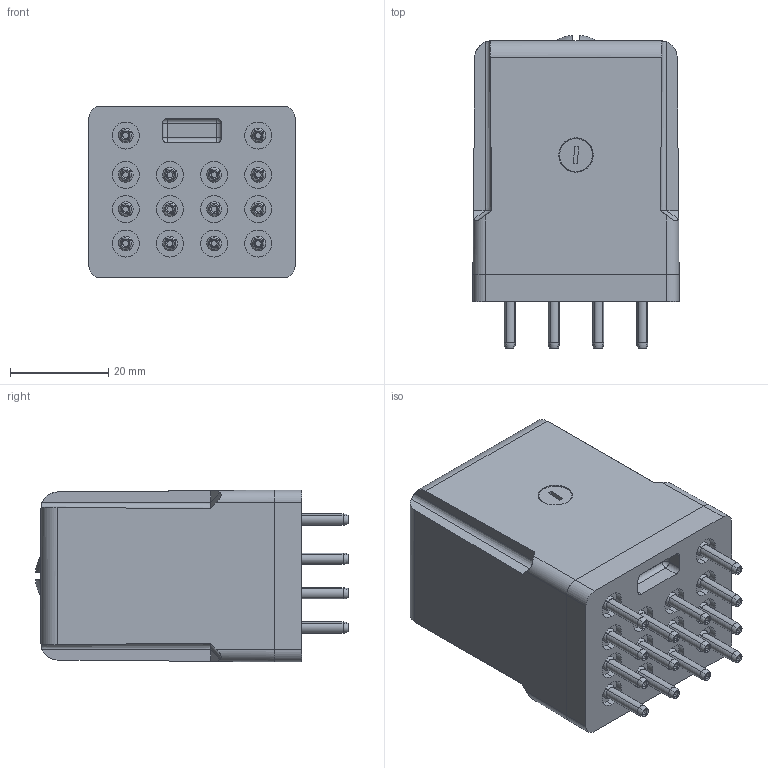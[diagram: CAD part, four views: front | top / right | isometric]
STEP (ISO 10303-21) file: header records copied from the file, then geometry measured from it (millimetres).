
FILE_DESCRIPTION (( 'STEP AP214' ), '1' );
FILE_NAME ('R15 4p.STEP', '2015-02-02T13:24:15', ( '' ), ( '' ), 'SwSTEP 2.0', 'SolidWorks 2012', '' );
FILE_SCHEMA (( 'AUTOMOTIVE_DESIGN' ));
Length unit declared in the file: millimetre
Products named in the file (1): R15 4p
Bounding box: 42 x 63.83 x 35 mm (x, y, z)
Surface area: 14053.3 mm2 (no closed solid volume)
Topology: 0 solids, 17 shells, 387 faces, 1061 edges, 703 vertices
Faces by surface type: torus 132, cylinder 117, plane 78, cone 48, sphere 8, bspline 4
Entity records: 16702 total; most frequent: DIRECTION 2440, CARTESIAN_POINT 2330, ORIENTED_EDGE 1796, EDGE_CURVE 1057, AXIS2_PLACEMENT_3D 1037, VERTEX_POINT 703, CIRCLE 653, EDGE_LOOP 436
